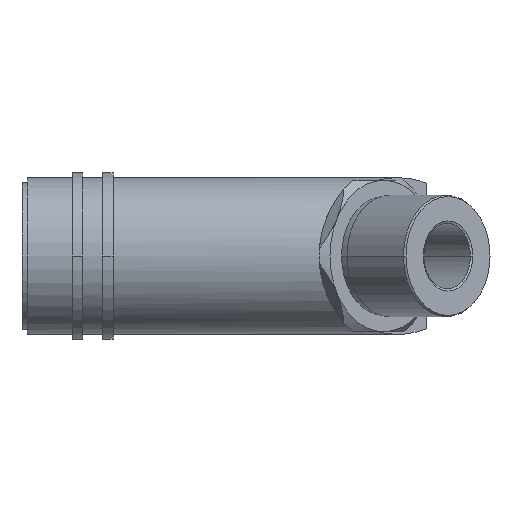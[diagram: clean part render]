
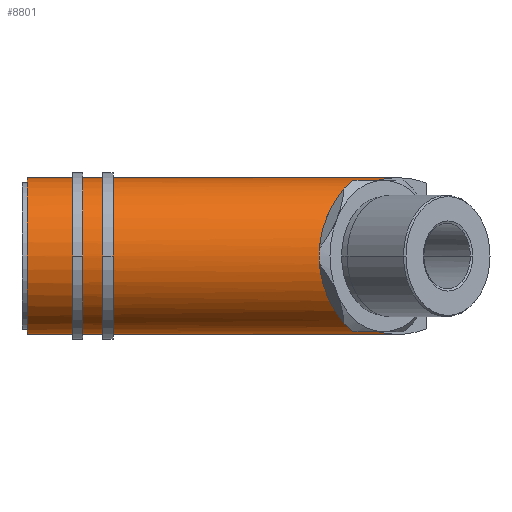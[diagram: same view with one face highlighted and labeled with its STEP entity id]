
A CAD part, front view. The second image highlights one B-rep face of the part: STEP entity #8801.
In plain terms, the highlighted cylindrical face has radius 15.5 mm (diameter 31 mm), a partial arc.
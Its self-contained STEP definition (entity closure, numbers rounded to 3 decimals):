
#54 = ORIENTED_EDGE ( 'NONE', *, *, #2114, .T. ) ;
#197 = DIRECTION ( 'NONE',  ( -1., 0., 0. ) ) ;
#247 = CARTESIAN_POINT ( 'NONE',  ( 74.287, 0., 15.5 ) ) ;
#290 = VECTOR ( 'NONE', #8191, 1000. ) ;
#339 = CARTESIAN_POINT ( 'NONE',  ( 0., 0., 0. ) ) ;
#468 = AXIS2_PLACEMENT_3D ( 'NONE', #339, #197, #3885 ) ;
#590 = CARTESIAN_POINT ( 'NONE',  ( 1., 0., -15.5 ) ) ;
#635 = CARTESIAN_POINT ( 'NONE',  ( 74.287, 0., -15.5 ) ) ;
#725 = VECTOR ( 'NONE', #6474, 1000. ) ;
#998 =( BOUNDED_CURVE ( )  B_SPLINE_CURVE ( 3, ( #8804, #7106, #2480, #7317 ),
 .UNSPECIFIED., .F., .T. ) 
 B_SPLINE_CURVE_WITH_KNOTS ( ( 4, 4 ),
 ( 4.978, 6.283 ),
 .UNSPECIFIED. ) 
 CURVE ( )  GEOMETRIC_REPRESENTATION_ITEM ( )  RATIONAL_B_SPLINE_CURVE ( ( 1., 0.863, 0.863, 1. ) ) 
 REPRESENTATION_ITEM ( '' )  );
#1249 = CARTESIAN_POINT ( 'NONE',  ( 63.2, -11.087, 13.045 ) ) ;
#1292 = CARTESIAN_POINT ( 'NONE',  ( 58.787, -15.5, 0. ) ) ;
#1381 = ORIENTED_EDGE ( 'NONE', *, *, #8167, .T. ) ;
#1466 = CARTESIAN_POINT ( 'NONE',  ( 58.787, -15.5, 0. ) ) ;
#1529 = EDGE_CURVE ( 'NONE', #7216, #8820, #4009, .T. ) ;
#1535 = LINE ( 'NONE', #5829, #725 ) ;
#1674 = ORIENTED_EDGE ( 'NONE', *, *, #6020, .T. ) ;
#1815 = EDGE_CURVE ( 'NONE', #7167, #3899, #5456, .T. ) ;
#1891 =( BOUNDED_CURVE ( )  B_SPLINE_CURVE ( 3, ( #635, #3488, #4707, #7533 ),
 .UNSPECIFIED., .F., .T. ) 
 B_SPLINE_CURVE_WITH_KNOTS ( ( 4, 4 ),
 ( 4.712, 4.978 ),
 .UNSPECIFIED. ) 
 CURVE ( )  GEOMETRIC_REPRESENTATION_ITEM ( )  RATIONAL_B_SPLINE_CURVE ( ( 1., 0.994, 0.994, 1. ) ) 
 REPRESENTATION_ITEM ( '' )  );
#1977 = VERTEX_POINT ( 'NONE', #2006 ) ;
#2006 = CARTESIAN_POINT ( 'NONE',  ( 74.287, 0., -15.5 ) ) ;
#2039 = DIRECTION ( 'NONE',  ( -1., 0., 0. ) ) ;
#2109 = ORIENTED_EDGE ( 'NONE', *, *, #6762, .F. ) ;
#2114 = EDGE_CURVE ( 'NONE', #3899, #8820, #1535, .T. ) ;
#2219 = EDGE_LOOP ( 'NONE', ( #2109, #1381, #7437, #1674, #8264, #54, #8959 ) ) ;
#2255 =( BOUNDED_CURVE ( )  B_SPLINE_CURVE ( 3, ( #1292, #4797, #1249, #4099 ),
 .UNSPECIFIED., .F., .T. ) 
 B_SPLINE_CURVE_WITH_KNOTS ( ( 4, 4 ),
 ( 0., 1.305 ),
 .UNSPECIFIED. ) 
 CURVE ( )  GEOMETRIC_REPRESENTATION_ITEM ( )  RATIONAL_B_SPLINE_CURVE ( ( 1., 0.863, 0.863, 1. ) ) 
 REPRESENTATION_ITEM ( '' )  );
#2480 = CARTESIAN_POINT ( 'NONE',  ( 58.787, -15.5, -7.269 ) ) ;
#2883 = VERTEX_POINT ( 'NONE', #1466 ) ;
#2948 = CARTESIAN_POINT ( 'NONE',  ( 70.213, -4.074, 14.955 ) ) ;
#2998 = FACE_OUTER_BOUND ( 'NONE', #2219, .T. ) ;
#3488 = CARTESIAN_POINT ( 'NONE',  ( 72.909, -1.378, -15.5 ) ) ;
#3885 = DIRECTION ( 'NONE',  ( 0., 0., 1. ) ) ;
#3899 = VERTEX_POINT ( 'NONE', #247 ) ;
#4009 = CIRCLE ( 'NONE', #6824, 15.5 ) ;
#4099 = CARTESIAN_POINT ( 'NONE',  ( 70.213, -4.074, 14.955 ) ) ;
#4186 = CARTESIAN_POINT ( 'NONE',  ( 1., 0., 0. ) ) ;
#4528 = CARTESIAN_POINT ( 'NONE',  ( 0., 0., -15.5 ) ) ;
#4534 = CYLINDRICAL_SURFACE ( 'NONE', #468, 15.5 ) ;
#4707 = CARTESIAN_POINT ( 'NONE',  ( 71.543, -2.744, -15.317 ) ) ;
#4734 = VERTEX_POINT ( 'NONE', #8026 ) ;
#4797 = CARTESIAN_POINT ( 'NONE',  ( 58.787, -15.5, 7.269 ) ) ;
#5456 =( BOUNDED_CURVE ( )  B_SPLINE_CURVE ( 3, ( #2948, #8618, #7918, #7221 ),
 .UNSPECIFIED., .F., .T. ) 
 B_SPLINE_CURVE_WITH_KNOTS ( ( 4, 4 ),
 ( 1.305, 1.571 ),
 .UNSPECIFIED. ) 
 CURVE ( )  GEOMETRIC_REPRESENTATION_ITEM ( )  RATIONAL_B_SPLINE_CURVE ( ( 1., 0.994, 0.994, 1. ) ) 
 REPRESENTATION_ITEM ( '' )  );
#5529 = CARTESIAN_POINT ( 'NONE',  ( 70.213, -4.074, 14.955 ) ) ;
#5829 = CARTESIAN_POINT ( 'NONE',  ( 0., 0., 15.5 ) ) ;
#5880 = CARTESIAN_POINT ( 'NONE',  ( 1., 0., 15.5 ) ) ;
#6020 = EDGE_CURVE ( 'NONE', #2883, #7167, #2255, .T. ) ;
#6055 = LINE ( 'NONE', #4528, #290 ) ;
#6323 = DIRECTION ( 'NONE',  ( 0., 0., 1. ) ) ;
#6474 = DIRECTION ( 'NONE',  ( -1., 0., 0. ) ) ;
#6762 = EDGE_CURVE ( 'NONE', #1977, #7216, #6055, .T. ) ;
#6824 = AXIS2_PLACEMENT_3D ( 'NONE', #4186, #2039, #6323 ) ;
#7106 = CARTESIAN_POINT ( 'NONE',  ( 63.2, -11.087, -13.045 ) ) ;
#7167 = VERTEX_POINT ( 'NONE', #5529 ) ;
#7216 = VERTEX_POINT ( 'NONE', #590 ) ;
#7221 = CARTESIAN_POINT ( 'NONE',  ( 74.287, 0., 15.5 ) ) ;
#7317 = CARTESIAN_POINT ( 'NONE',  ( 58.787, -15.5, 0. ) ) ;
#7437 = ORIENTED_EDGE ( 'NONE', *, *, #8857, .T. ) ;
#7533 = CARTESIAN_POINT ( 'NONE',  ( 70.213, -4.074, -14.955 ) ) ;
#7918 = CARTESIAN_POINT ( 'NONE',  ( 72.909, -1.378, 15.5 ) ) ;
#8026 = CARTESIAN_POINT ( 'NONE',  ( 70.213, -4.074, -14.955 ) ) ;
#8167 = EDGE_CURVE ( 'NONE', #1977, #4734, #1891, .T. ) ;
#8191 = DIRECTION ( 'NONE',  ( -1., 0., 0. ) ) ;
#8264 = ORIENTED_EDGE ( 'NONE', *, *, #1815, .T. ) ;
#8618 = CARTESIAN_POINT ( 'NONE',  ( 71.543, -2.744, 15.317 ) ) ;
#8801 = ADVANCED_FACE ( 'NONE', ( #2998 ), #4534, .T. ) ;
#8804 = CARTESIAN_POINT ( 'NONE',  ( 70.213, -4.074, -14.955 ) ) ;
#8820 = VERTEX_POINT ( 'NONE', #5880 ) ;
#8857 = EDGE_CURVE ( 'NONE', #4734, #2883, #998, .T. ) ;
#8959 = ORIENTED_EDGE ( 'NONE', *, *, #1529, .F. ) ;
